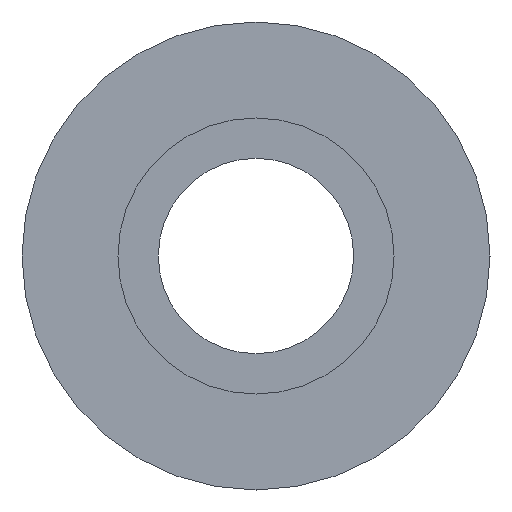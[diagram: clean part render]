
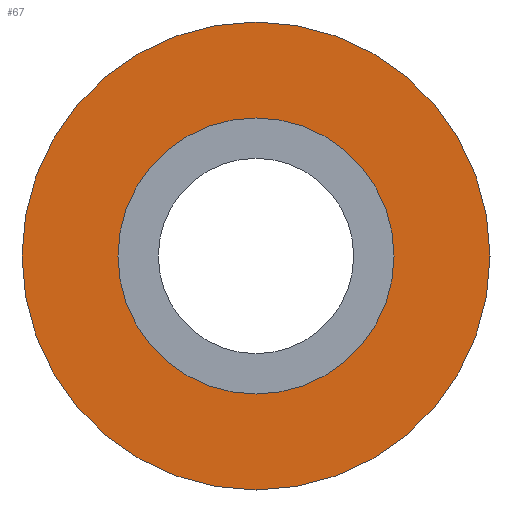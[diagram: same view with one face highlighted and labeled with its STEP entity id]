
A CAD part, front view. The second image highlights one B-rep face of the part: STEP entity #67.
In plain terms, the highlighted planar face has unit normal (0, -1, 0).
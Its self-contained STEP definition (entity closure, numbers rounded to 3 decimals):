
#10 = AXIS2_PLACEMENT_3D ( 'NONE', #42, #186, #329 ) ;
#18 = DIRECTION ( 'NONE',  ( 0., 1., 0. ) ) ;
#20 = CARTESIAN_POINT ( 'NONE',  ( 0., -2.5, -5.9 ) ) ;
#22 = CARTESIAN_POINT ( 'NONE',  ( 0., -2.5, 0. ) ) ;
#27 = AXIS2_PLACEMENT_3D ( 'NONE', #141, #101, #192 ) ;
#34 = ORIENTED_EDGE ( 'NONE', *, *, #88, .F. ) ;
#35 = ORIENTED_EDGE ( 'NONE', *, *, #104, .T. ) ;
#37 = CARTESIAN_POINT ( 'NONE',  ( 0., -2.5, 5.9 ) ) ;
#42 = CARTESIAN_POINT ( 'NONE',  ( 0., -2.5, -10. ) ) ;
#57 = VERTEX_POINT ( 'NONE', #245 ) ;
#62 = CIRCLE ( 'NONE', #176, 5.9 ) ;
#67 = ADVANCED_FACE ( 'NONE', ( #114, #174 ), #103, .F. ) ;
#74 = AXIS2_PLACEMENT_3D ( 'NONE', #132, #18, #332 ) ;
#88 = EDGE_CURVE ( 'NONE', #119, #57, #256, .T. ) ;
#101 = DIRECTION ( 'NONE',  ( 0., 1., 0. ) ) ;
#103 = PLANE ( 'NONE',  #10 ) ;
#104 = EDGE_CURVE ( 'NONE', #127, #327, #244, .T. ) ;
#107 = AXIS2_PLACEMENT_3D ( 'NONE', #22, #196, #373 ) ;
#114 = FACE_OUTER_BOUND ( 'NONE', #268, .T. ) ;
#119 = VERTEX_POINT ( 'NONE', #252 ) ;
#127 = VERTEX_POINT ( 'NONE', #20 ) ;
#128 = EDGE_LOOP ( 'NONE', ( #217, #35 ) ) ;
#132 = CARTESIAN_POINT ( 'NONE',  ( 0., -2.5, 0. ) ) ;
#141 = CARTESIAN_POINT ( 'NONE',  ( 0., -2.5, 0. ) ) ;
#142 = DIRECTION ( 'NONE',  ( 0., 1., 0. ) ) ;
#156 = EDGE_CURVE ( 'NONE', #57, #119, #289, .T. ) ;
#157 = ORIENTED_EDGE ( 'NONE', *, *, #156, .F. ) ;
#174 = FACE_BOUND ( 'NONE', #128, .T. ) ;
#176 = AXIS2_PLACEMENT_3D ( 'NONE', #335, #142, #311 ) ;
#185 = EDGE_CURVE ( 'NONE', #327, #127, #62, .T. ) ;
#186 = DIRECTION ( 'NONE',  ( 0., 1., 0. ) ) ;
#192 = DIRECTION ( 'NONE',  ( 0., 0., 1. ) ) ;
#196 = DIRECTION ( 'NONE',  ( 0., 1., 0. ) ) ;
#217 = ORIENTED_EDGE ( 'NONE', *, *, #185, .T. ) ;
#244 = CIRCLE ( 'NONE', #74, 5.9 ) ;
#245 = CARTESIAN_POINT ( 'NONE',  ( 0., -2.5, 10. ) ) ;
#252 = CARTESIAN_POINT ( 'NONE',  ( 0., -2.5, -10. ) ) ;
#256 = CIRCLE ( 'NONE', #27, 10. ) ;
#268 = EDGE_LOOP ( 'NONE', ( #157, #34 ) ) ;
#289 = CIRCLE ( 'NONE', #107, 10. ) ;
#311 = DIRECTION ( 'NONE',  ( 0., 0., 1. ) ) ;
#327 = VERTEX_POINT ( 'NONE', #37 ) ;
#329 = DIRECTION ( 'NONE',  ( 0., 0., 1. ) ) ;
#332 = DIRECTION ( 'NONE',  ( 0., 0., 1. ) ) ;
#335 = CARTESIAN_POINT ( 'NONE',  ( 0., -2.5, 0. ) ) ;
#373 = DIRECTION ( 'NONE',  ( 0., 0., 1. ) ) ;
